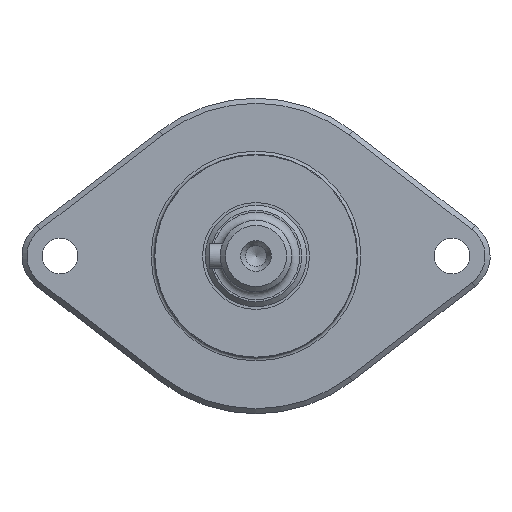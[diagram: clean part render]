
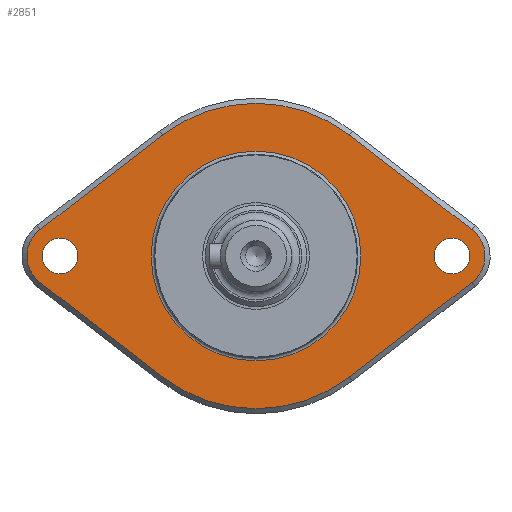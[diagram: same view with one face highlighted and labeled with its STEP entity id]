
A CAD part, left-side view. The second image highlights one B-rep face of the part: STEP entity #2851.
In plain terms, the highlighted planar face has unit normal (-1, 0, 0).
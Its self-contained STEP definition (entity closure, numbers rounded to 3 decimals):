
#248=FACE_BOUND('',#1107,.T.);
#249=FACE_BOUND('',#1108,.T.);
#250=FACE_BOUND('',#1109,.T.);
#467=LINE('',#4620,#734);
#471=LINE('',#4632,#738);
#475=LINE('',#4644,#742);
#478=LINE('',#4653,#745);
#734=VECTOR('',#3662,10.);
#738=VECTOR('',#3674,10.);
#742=VECTOR('',#3686,10.);
#745=VECTOR('',#3697,10.);
#932=FACE_OUTER_BOUND('',#1106,.T.);
#1106=EDGE_LOOP('',(#2467,#2468,#2469,#2470,#2471,#2472,#2473,#2474));
#1107=EDGE_LOOP('',(#2475));
#1108=EDGE_LOOP('',(#2476));
#1109=EDGE_LOOP('',(#2477));
#1193=CIRCLE('',#3059,6.5);
#1195=CIRCLE('',#3063,30.);
#1197=CIRCLE('',#3067,6.5);
#1199=CIRCLE('',#3071,30.);
#1203=CIRCLE('',#3081,20.6);
#1204=CIRCLE('',#3082,3.5);
#1205=CIRCLE('',#3083,3.5);
#1422=VERTEX_POINT('',#4609);
#1423=VERTEX_POINT('',#4611);
#1426=VERTEX_POINT('',#4618);
#1428=VERTEX_POINT('',#4624);
#1430=VERTEX_POINT('',#4630);
#1432=VERTEX_POINT('',#4636);
#1434=VERTEX_POINT('',#4642);
#1436=VERTEX_POINT('',#4648);
#1442=VERTEX_POINT('',#4674);
#1443=VERTEX_POINT('',#4676);
#1444=VERTEX_POINT('',#4678);
#1763=EDGE_CURVE('',#1422,#1423,#1193,.T.);
#1767=EDGE_CURVE('',#1426,#1422,#467,.T.);
#1770=EDGE_CURVE('',#1428,#1426,#1195,.T.);
#1773=EDGE_CURVE('',#1430,#1428,#471,.T.);
#1776=EDGE_CURVE('',#1432,#1430,#1197,.T.);
#1779=EDGE_CURVE('',#1434,#1432,#475,.T.);
#1782=EDGE_CURVE('',#1436,#1434,#1199,.T.);
#1784=EDGE_CURVE('',#1423,#1436,#478,.T.);
#1795=EDGE_CURVE('',#1442,#1442,#1203,.T.);
#1796=EDGE_CURVE('',#1443,#1443,#1204,.T.);
#1797=EDGE_CURVE('',#1444,#1444,#1205,.T.);
#2467=ORIENTED_EDGE('',*,*,#1763,.F.);
#2468=ORIENTED_EDGE('',*,*,#1767,.F.);
#2469=ORIENTED_EDGE('',*,*,#1770,.F.);
#2470=ORIENTED_EDGE('',*,*,#1773,.F.);
#2471=ORIENTED_EDGE('',*,*,#1776,.F.);
#2472=ORIENTED_EDGE('',*,*,#1779,.F.);
#2473=ORIENTED_EDGE('',*,*,#1782,.F.);
#2474=ORIENTED_EDGE('',*,*,#1784,.F.);
#2475=ORIENTED_EDGE('',*,*,#1795,.F.);
#2476=ORIENTED_EDGE('',*,*,#1796,.T.);
#2477=ORIENTED_EDGE('',*,*,#1797,.T.);
#2716=PLANE('',#3080);
#2851=ADVANCED_FACE('',(#932,#248,#249,#250),#2716,.T.);
#3059=AXIS2_PLACEMENT_3D('',#4612,#3654,#3655);
#3063=AXIS2_PLACEMENT_3D('',#4626,#3667,#3668);
#3067=AXIS2_PLACEMENT_3D('',#4638,#3679,#3680);
#3071=AXIS2_PLACEMENT_3D('',#4650,#3691,#3692);
#3080=AXIS2_PLACEMENT_3D('',#4673,#3718,#3719);
#3081=AXIS2_PLACEMENT_3D('',#4675,#3720,#3721);
#3082=AXIS2_PLACEMENT_3D('',#4677,#3722,#3723);
#3083=AXIS2_PLACEMENT_3D('',#4679,#3724,#3725);
#3654=DIRECTION('center_axis',(1.,0.,0.));
#3655=DIRECTION('ref_axis',(0.,0.61,-0.792));
#3662=DIRECTION('',(0.,0.792,0.61));
#3667=DIRECTION('center_axis',(1.,0.,0.));
#3668=DIRECTION('ref_axis',(0.,-0.61,-0.792));
#3674=DIRECTION('',(0.,0.792,-0.61));
#3679=DIRECTION('center_axis',(1.,0.,0.));
#3680=DIRECTION('ref_axis',(0.,-0.61,0.792));
#3686=DIRECTION('',(0.,-0.792,-0.61));
#3691=DIRECTION('center_axis',(1.,0.,0.));
#3692=DIRECTION('ref_axis',(0.,0.61,0.792));
#3697=DIRECTION('',(0.,-0.792,0.61));
#3718=DIRECTION('center_axis',(-1.,0.,0.));
#3719=DIRECTION('ref_axis',(0.,0.,
1.));
#3720=DIRECTION('center_axis',(-1.,0.,0.));
#3721=DIRECTION('ref_axis',(0.,1.,0.));
#3722=DIRECTION('center_axis',(1.,0.,0.));
#3723=DIRECTION('ref_axis',(0.,0.,
1.));
#3724=DIRECTION('center_axis',(1.,0.,0.));
#3725=DIRECTION('ref_axis',(0.,0.,
1.));
#4609=CARTESIAN_POINT('',(-136.4,42.468,-5.149));
#4611=CARTESIAN_POINT('',(-136.4,42.468,5.149));
#4612=CARTESIAN_POINT('Origin',(-136.4,38.5,0.));
#4618=CARTESIAN_POINT('',(-136.4,18.312,-23.763));
#4620=CARTESIAN_POINT('',(-136.4,40.836,-6.406));
#4624=CARTESIAN_POINT('',(-136.4,-18.312,-23.763));
#4626=CARTESIAN_POINT('Origin',(-136.4,0.,0.));
#4630=CARTESIAN_POINT('',(-136.4,-42.468,-5.149));
#4632=CARTESIAN_POINT('',(-136.4,-7.865,-31.813));
#4636=CARTESIAN_POINT('',(-136.4,-42.468,5.149));
#4638=CARTESIAN_POINT('Origin',(-136.4,-38.5,0.));
#4642=CARTESIAN_POINT('',(-136.4,-18.312,23.763));
#4644=CARTESIAN_POINT('',(-136.4,-19.943,22.506));
#4648=CARTESIAN_POINT('',(-136.4,18.312,23.763));
#4650=CARTESIAN_POINT('Origin',(-136.4,0.,0.));
#4653=CARTESIAN_POINT('',(-136.4,28.758,15.713));
#4673=CARTESIAN_POINT('Origin',(-136.4,33.3,0.));
#4674=CARTESIAN_POINT('',(-136.4,0.,-20.6));
#4675=CARTESIAN_POINT('Origin',(-136.4,0.,0.));
#4676=CARTESIAN_POINT('',(-136.4,38.5,-3.5));
#4677=CARTESIAN_POINT('Origin',(-136.4,38.5,0.));
#4678=CARTESIAN_POINT('',(-136.4,-38.5,-3.5));
#4679=CARTESIAN_POINT('Origin',(-136.4,-38.5,0.));
